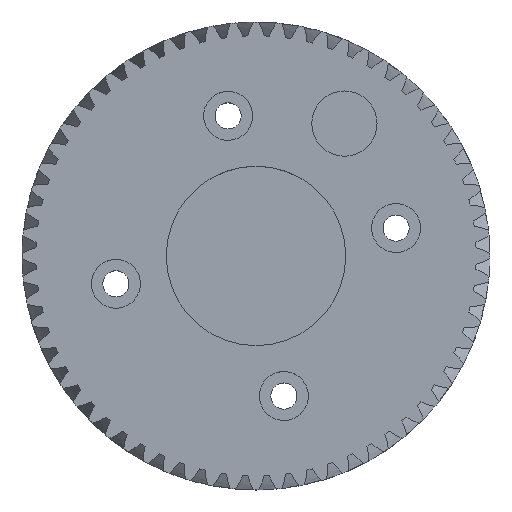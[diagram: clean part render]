
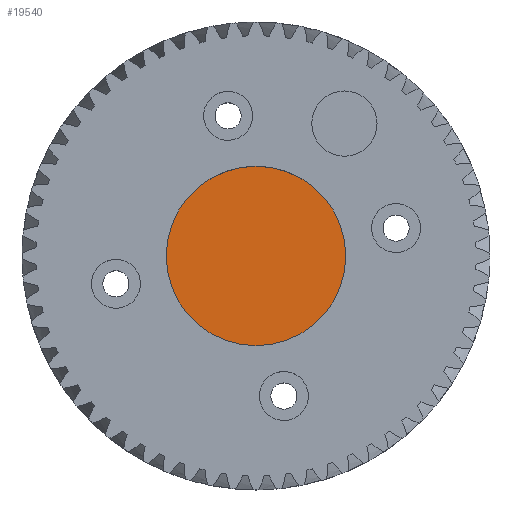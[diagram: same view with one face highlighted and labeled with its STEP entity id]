
A CAD part, top view. The second image highlights one B-rep face of the part: STEP entity #19540.
In plain terms, the highlighted planar face has unit normal (0, 0, 1).
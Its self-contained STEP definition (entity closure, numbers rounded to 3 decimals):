
#1155 = DIRECTION ( 'NONE',  ( 1., 0., 0. ) ) ;
#1878 = DIRECTION ( 'NONE',  ( 0., 0., 1. ) ) ;
#2385 = AXIS2_PLACEMENT_3D ( 'NONE', #11079, #10975, #15903 ) ;
#2778 = EDGE_CURVE ( 'NONE', #19377, #8053, #4477, .T. ) ;
#4477 = CIRCLE ( 'NONE', #13844, 11. ) ;
#4912 = CARTESIAN_POINT ( 'NONE',  ( 0., 0., 5. ) ) ;
#5652 = FACE_OUTER_BOUND ( 'NONE', #10241, .T. ) ;
#7608 = PLANE ( 'NONE',  #10382 ) ;
#7718 = DIRECTION ( 'NONE',  ( 0., 0., 1. ) ) ;
#8053 = VERTEX_POINT ( 'NONE', #16169 ) ;
#8126 = DIRECTION ( 'NONE',  ( 1., 0., 0. ) ) ;
#8702 = CIRCLE ( 'NONE', #2385, 11. ) ;
#9724 = ORIENTED_EDGE ( 'NONE', *, *, #2778, .T. ) ;
#9825 = CARTESIAN_POINT ( 'NONE',  ( 11., 0., 5. ) ) ;
#10241 = EDGE_LOOP ( 'NONE', ( #9724, #12298 ) ) ;
#10382 = AXIS2_PLACEMENT_3D ( 'NONE', #15468, #7718, #1155 ) ;
#10975 = DIRECTION ( 'NONE',  ( 0., 0., 1. ) ) ;
#11079 = CARTESIAN_POINT ( 'NONE',  ( 0., 0., 5. ) ) ;
#12298 = ORIENTED_EDGE ( 'NONE', *, *, #18390, .T. ) ;
#13844 = AXIS2_PLACEMENT_3D ( 'NONE', #4912, #1878, #8126 ) ;
#15468 = CARTESIAN_POINT ( 'NONE',  ( 0., 0., 5. ) ) ;
#15903 = DIRECTION ( 'NONE',  ( 1., 0., 0. ) ) ;
#16169 = CARTESIAN_POINT ( 'NONE',  ( -11., 0., 5. ) ) ;
#18390 = EDGE_CURVE ( 'NONE', #8053, #19377, #8702, .T. ) ;
#19377 = VERTEX_POINT ( 'NONE', #9825 ) ;
#19540 = ADVANCED_FACE ( 'NONE', ( #5652 ), #7608, .T. ) ;
